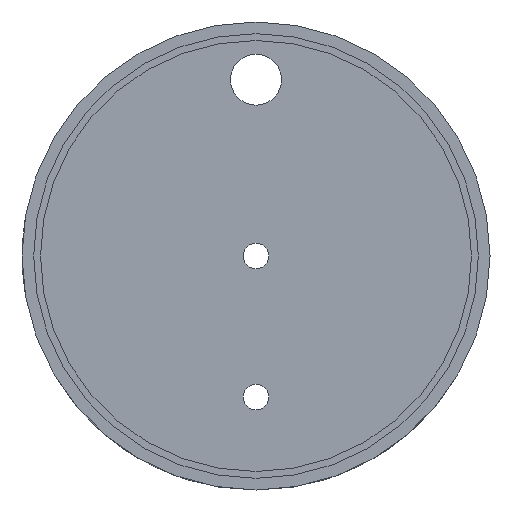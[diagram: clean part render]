
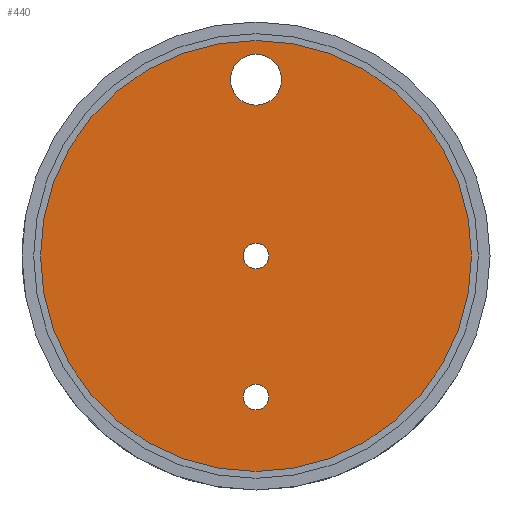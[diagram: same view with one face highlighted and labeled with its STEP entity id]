
A CAD part, front view. The second image highlights one B-rep face of the part: STEP entity #440.
In plain terms, the highlighted planar face has unit normal (0, -1, 0).
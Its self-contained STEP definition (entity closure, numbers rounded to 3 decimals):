
#2 = CARTESIAN_POINT ( 'NONE',  ( 0., 0., 22.5 ) ) ;
#9 = CARTESIAN_POINT ( 'NONE',  ( 0., 0., -27.5 ) ) ;
#14 = EDGE_CURVE ( 'NONE', #423, #1237, #467, .T. ) ;
#79 = CARTESIAN_POINT ( 'NONE',  ( 0., 0., -18. ) ) ;
#101 = DIRECTION ( 'NONE',  ( 0., 0., 1. ) ) ;
#123 = CARTESIAN_POINT ( 'NONE',  ( 0., 0., -18. ) ) ;
#124 = ORIENTED_EDGE ( 'NONE', *, *, #1694, .T. ) ;
#144 = DIRECTION ( 'NONE',  ( 0., 0., 1. ) ) ;
#150 = FACE_OUTER_BOUND ( 'NONE', #1447, .T. ) ;
#161 = EDGE_CURVE ( 'NONE', #573, #534, #875, .T. ) ;
#248 = VERTEX_POINT ( 'NONE', #1433 ) ;
#256 = AXIS2_PLACEMENT_3D ( 'NONE', #79, #1064, #656 ) ;
#260 = CIRCLE ( 'NONE', #1052, 1.625 ) ;
#264 = VERTEX_POINT ( 'NONE', #1002 ) ;
#280 = CARTESIAN_POINT ( 'NONE',  ( 0., 0., 22.5 ) ) ;
#288 = AXIS2_PLACEMENT_3D ( 'NONE', #1087, #1068, #976 ) ;
#295 = AXIS2_PLACEMENT_3D ( 'NONE', #1491, #1351, #101 ) ;
#368 = CARTESIAN_POINT ( 'NONE',  ( 0., 0., 19.25 ) ) ;
#390 = FACE_BOUND ( 'NONE', #1135, .T. ) ;
#398 = DIRECTION ( 'NONE',  ( 0., 1., 0. ) ) ;
#423 = VERTEX_POINT ( 'NONE', #9 ) ;
#440 = ADVANCED_FACE ( 'NONE', ( #390, #567, #938, #150 ), #1123, .F. ) ;
#458 = CARTESIAN_POINT ( 'NONE',  ( 0., 0., 0. ) ) ;
#464 = AXIS2_PLACEMENT_3D ( 'NONE', #280, #842, #709 ) ;
#467 = CIRCLE ( 'NONE', #1243, 27.5 ) ;
#479 = EDGE_LOOP ( 'NONE', ( #124, #1394 ) ) ;
#503 = AXIS2_PLACEMENT_3D ( 'NONE', #984, #1113, #559 ) ;
#534 = VERTEX_POINT ( 'NONE', #1524 ) ;
#537 = EDGE_CURVE ( 'NONE', #1389, #1275, #1134, .T. ) ;
#559 = DIRECTION ( 'NONE',  ( 0., 0., 1. ) ) ;
#567 = FACE_BOUND ( 'NONE', #1255, .T. ) ;
#573 = VERTEX_POINT ( 'NONE', #756 ) ;
#577 = DIRECTION ( 'NONE',  ( 0., 0., 1. ) ) ;
#621 = ORIENTED_EDGE ( 'NONE', *, *, #14, .F. ) ;
#656 = DIRECTION ( 'NONE',  ( 0., 0., 1. ) ) ;
#673 = CIRCLE ( 'NONE', #1382, 1.625 ) ;
#709 = DIRECTION ( 'NONE',  ( 0., 0., 1. ) ) ;
#726 = DIRECTION ( 'NONE',  ( 0., 1., 0. ) ) ;
#756 = CARTESIAN_POINT ( 'NONE',  ( 0., 0., -19.625 ) ) ;
#793 = ORIENTED_EDGE ( 'NONE', *, *, #161, .T. ) ;
#802 = EDGE_CURVE ( 'NONE', #248, #264, #819, .T. ) ;
#819 = CIRCLE ( 'NONE', #295, 1.625 ) ;
#842 = DIRECTION ( 'NONE',  ( 0., 1., 0. ) ) ;
#845 = DIRECTION ( 'NONE',  ( 0., 1., 0. ) ) ;
#875 = CIRCLE ( 'NONE', #256, 1.625 ) ;
#883 = ORIENTED_EDGE ( 'NONE', *, *, #1551, .T. ) ;
#921 = ORIENTED_EDGE ( 'NONE', *, *, #1790, .T. ) ;
#938 = FACE_BOUND ( 'NONE', #479, .T. ) ;
#975 = CARTESIAN_POINT ( 'NONE',  ( 0., 0., 27.5 ) ) ;
#976 = DIRECTION ( 'NONE',  ( 0., 0., 1. ) ) ;
#984 = CARTESIAN_POINT ( 'NONE',  ( 0., 0., 0. ) ) ;
#1002 = CARTESIAN_POINT ( 'NONE',  ( 0., 0., 1.625 ) ) ;
#1008 = DIRECTION ( 'NONE',  ( 0., 1., 0. ) ) ;
#1052 = AXIS2_PLACEMENT_3D ( 'NONE', #1668, #845, #144 ) ;
#1064 = DIRECTION ( 'NONE',  ( 0., 1., 0. ) ) ;
#1068 = DIRECTION ( 'NONE',  ( 0., 1., 0. ) ) ;
#1087 = CARTESIAN_POINT ( 'NONE',  ( 0., 0., 0. ) ) ;
#1113 = DIRECTION ( 'NONE',  ( 0., 1., 0. ) ) ;
#1123 = PLANE ( 'NONE',  #288 ) ;
#1130 = CIRCLE ( 'NONE', #1647, 3.25 ) ;
#1134 = CIRCLE ( 'NONE', #464, 3.25 ) ;
#1135 = EDGE_LOOP ( 'NONE', ( #883, #793 ) ) ;
#1172 = EDGE_CURVE ( 'NONE', #1237, #423, #1277, .T. ) ;
#1237 = VERTEX_POINT ( 'NONE', #975 ) ;
#1243 = AXIS2_PLACEMENT_3D ( 'NONE', #458, #726, #1722 ) ;
#1255 = EDGE_LOOP ( 'NONE', ( #921, #1793 ) ) ;
#1275 = VERTEX_POINT ( 'NONE', #1444 ) ;
#1277 = CIRCLE ( 'NONE', #503, 27.5 ) ;
#1351 = DIRECTION ( 'NONE',  ( 0., 1., 0. ) ) ;
#1382 = AXIS2_PLACEMENT_3D ( 'NONE', #123, #398, #1651 ) ;
#1389 = VERTEX_POINT ( 'NONE', #368 ) ;
#1394 = ORIENTED_EDGE ( 'NONE', *, *, #537, .T. ) ;
#1433 = CARTESIAN_POINT ( 'NONE',  ( 0., 0., -1.625 ) ) ;
#1444 = CARTESIAN_POINT ( 'NONE',  ( 0., 0., 25.75 ) ) ;
#1447 = EDGE_LOOP ( 'NONE', ( #1470, #621 ) ) ;
#1470 = ORIENTED_EDGE ( 'NONE', *, *, #1172, .F. ) ;
#1491 = CARTESIAN_POINT ( 'NONE',  ( 0., 0., 0. ) ) ;
#1524 = CARTESIAN_POINT ( 'NONE',  ( 0., 0., -16.375 ) ) ;
#1551 = EDGE_CURVE ( 'NONE', #534, #573, #673, .T. ) ;
#1647 = AXIS2_PLACEMENT_3D ( 'NONE', #2, #1008, #577 ) ;
#1651 = DIRECTION ( 'NONE',  ( 0., 0., 1. ) ) ;
#1668 = CARTESIAN_POINT ( 'NONE',  ( 0., 0., 0. ) ) ;
#1694 = EDGE_CURVE ( 'NONE', #1275, #1389, #1130, .T. ) ;
#1722 = DIRECTION ( 'NONE',  ( 0., 0., 1. ) ) ;
#1790 = EDGE_CURVE ( 'NONE', #264, #248, #260, .T. ) ;
#1793 = ORIENTED_EDGE ( 'NONE', *, *, #802, .T. ) ;
